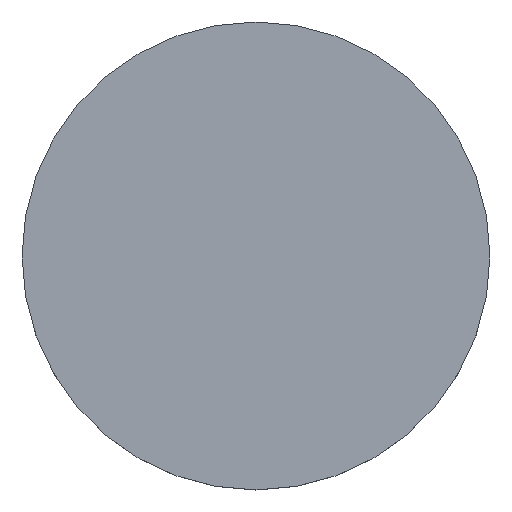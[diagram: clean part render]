
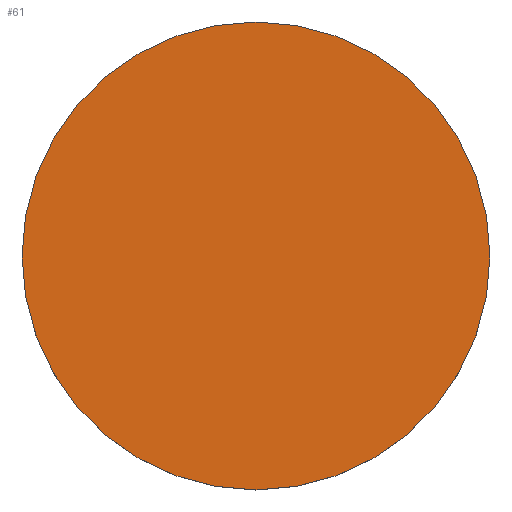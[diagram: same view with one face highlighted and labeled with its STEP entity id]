
A CAD part, top view. The second image highlights one B-rep face of the part: STEP entity #61.
In plain terms, the highlighted planar face has unit normal (0, 0, 1).
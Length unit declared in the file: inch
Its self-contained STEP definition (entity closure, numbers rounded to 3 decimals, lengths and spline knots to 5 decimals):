
#1 = DIRECTION ( 'NONE',  ( 1., 0., 0. ) ) ;
#6 = DIRECTION ( 'NONE',  ( 1., 0., 0. ) ) ;
#20 = AXIS2_PLACEMENT_3D ( 'NONE', #124, #69, #1 ) ;
#24 = DIRECTION ( 'NONE',  ( 1., 0., 0. ) ) ;
#28 = ORIENTED_EDGE ( 'NONE', *, *, #137, .T. ) ;
#43 = FACE_OUTER_BOUND ( 'NONE', #84, .T. ) ;
#46 = CARTESIAN_POINT ( 'NONE',  ( 0., 0., 0.1 ) ) ;
#47 = AXIS2_PLACEMENT_3D ( 'NONE', #46, #128, #24 ) ;
#52 = AXIS2_PLACEMENT_3D ( 'NONE', #71, #97, #6 ) ;
#59 = CARTESIAN_POINT ( 'NONE',  ( -0.5, 0., 0.1 ) ) ;
#61 = ADVANCED_FACE ( 'NONE', ( #43 ), #101, .T. ) ;
#63 = ORIENTED_EDGE ( 'NONE', *, *, #67, .T. ) ;
#67 = EDGE_CURVE ( 'NONE', #89, #92, #134, .T. ) ;
#69 = DIRECTION ( 'NONE',  ( 0., 0., 1. ) ) ;
#71 = CARTESIAN_POINT ( 'NONE',  ( 0., 0., 0.1 ) ) ;
#84 = EDGE_LOOP ( 'NONE', ( #63, #28 ) ) ;
#89 = VERTEX_POINT ( 'NONE', #59 ) ;
#92 = VERTEX_POINT ( 'NONE', #141 ) ;
#97 = DIRECTION ( 'NONE',  ( 0., 0., 1. ) ) ;
#101 = PLANE ( 'NONE',  #20 ) ;
#110 = CIRCLE ( 'NONE', #52, 0.5 ) ;
#124 = CARTESIAN_POINT ( 'NONE',  ( 0., 0., 0.1 ) ) ;
#128 = DIRECTION ( 'NONE',  ( 0., 0., 1. ) ) ;
#134 = CIRCLE ( 'NONE', #47, 0.5 ) ;
#137 = EDGE_CURVE ( 'NONE', #92, #89, #110, .T. ) ;
#141 = CARTESIAN_POINT ( 'NONE',  ( 0.5, 0., 0.1 ) ) ;
